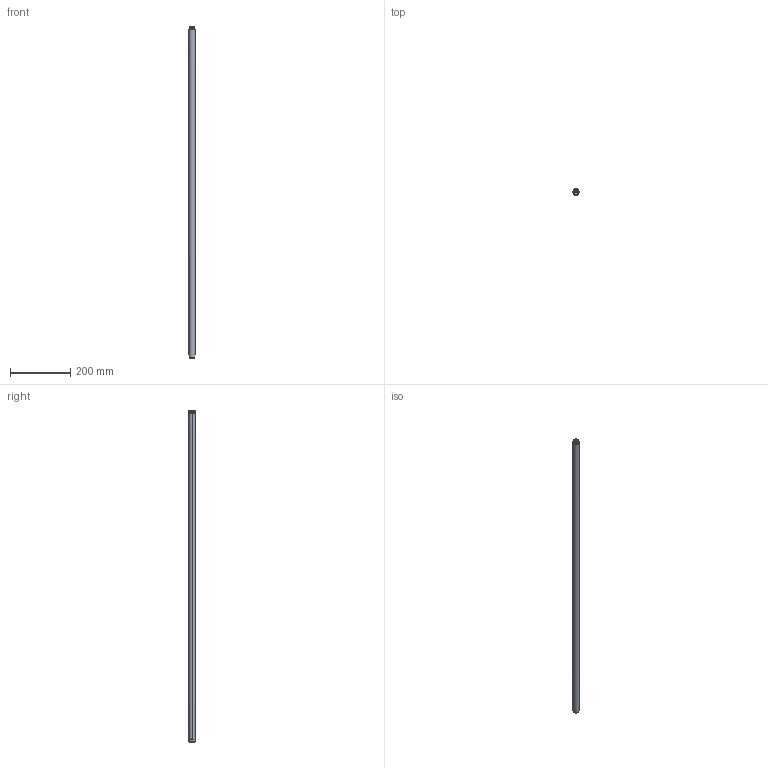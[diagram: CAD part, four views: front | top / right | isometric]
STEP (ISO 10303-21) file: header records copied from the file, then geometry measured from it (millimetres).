
FILE_DESCRIPTION (( 'STEP AP214' ), '1' );
FILE_NAME ('0186-0627_160421_PL01-20x1100!1040-HP.STEP', '2016-04-21T05:20:27', ( '' ), ( '' ), 'SwSTEP 2.0', 'SolidWorks 2016', '' );
FILE_SCHEMA (( 'AUTOMOTIVE_DESIGN' ));
Length unit declared in the file: millimetre
Products named in the file (1): 0186-0627_160421_PL01-20x1100!1040-HP
Bounding box: 20 x 20 x 1100 mm (x, y, z)
Volume: 343527.6 mm3; surface area: 70667.6 mm2
Topology: 1 solids, 1 shells, 46 faces, 120 edges, 77 vertices
Faces by surface type: plane 18, cylinder 14, cone 10, torus 4
Entity records: 1580 total; most frequent: CARTESIAN_POINT 406, ORIENTED_EDGE 236, DIRECTION 228, EDGE_CURVE 118, AXIS2_PLACEMENT_3D 91, VERTEX_POINT 77, EDGE_LOOP 49, ADVANCED_FACE 46
